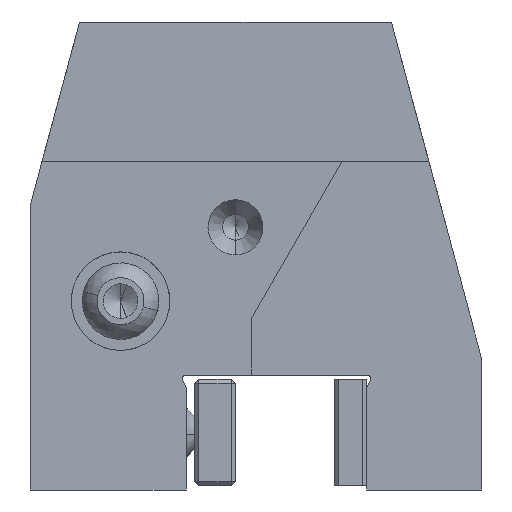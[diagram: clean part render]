
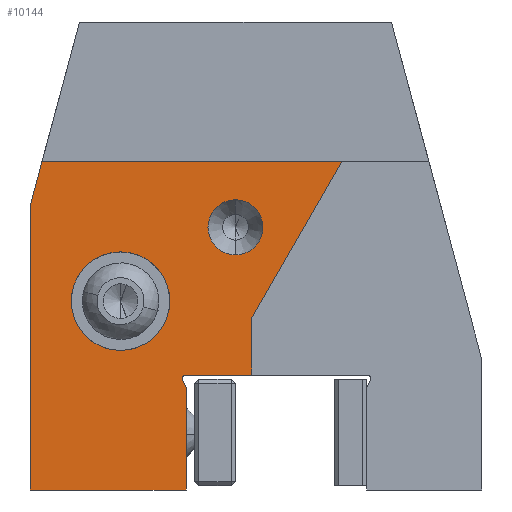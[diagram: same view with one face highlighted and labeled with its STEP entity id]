
A CAD part, left-side view. The second image highlights one B-rep face of the part: STEP entity #10144.
In plain terms, the highlighted planar face has unit normal (-1, 0, 0).
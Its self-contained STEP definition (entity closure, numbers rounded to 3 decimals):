
#72 = DIRECTION ( 'NONE',  ( 0., 0., 1. ) ) ;
#83 = ORIENTED_EDGE ( 'NONE', *, *, #4065, .F. ) ;
#113 = FACE_OUTER_BOUND ( 'NONE', #2233, .T. ) ;
#133 = ORIENTED_EDGE ( 'NONE', *, *, #1575, .T. ) ;
#208 = AXIS2_PLACEMENT_3D ( 'NONE', #3549, #9181, #6802 ) ;
#237 = CARTESIAN_POINT ( 'NONE',  ( -51.673, 7.943, -2.167 ) ) ;
#287 = VERTEX_POINT ( 'NONE', #3929 ) ;
#372 = EDGE_CURVE ( 'NONE', #8131, #5973, #1339, .T. ) ;
#376 = CARTESIAN_POINT ( 'NONE',  ( -51.673, 5.943, -9.817 ) ) ;
#384 = LINE ( 'NONE', #376, #8709 ) ;
#412 = ORIENTED_EDGE ( 'NONE', *, *, #5679, .F. ) ;
#444 = CARTESIAN_POINT ( 'NONE',  ( -51.673, 32.943, 3.791 ) ) ;
#445 = ORIENTED_EDGE ( 'NONE', *, *, #4901, .T. ) ;
#596 = CARTESIAN_POINT ( 'NONE',  ( -51.673, 5.943, -16.817 ) ) ;
#619 = VERTEX_POINT ( 'NONE', #3523 ) ;
#643 = CARTESIAN_POINT ( 'NONE',  ( -51.673, 14.003, -17.217 ) ) ;
#749 = CARTESIAN_POINT ( 'NONE',  ( -51.673, 13.943, -30.817 ) ) ;
#753 = FACE_BOUND ( 'NONE', #812, .T. ) ;
#762 = CARTESIAN_POINT ( 'NONE',  ( -51.673, 7.943, 1.183 ) ) ;
#807 = DIRECTION ( 'NONE',  ( -1., 0., 0. ) ) ;
#812 = EDGE_LOOP ( 'NONE', ( #1563, #6581 ) ) ;
#831 = CARTESIAN_POINT ( 'NONE',  ( -51.673, 13.943, -18.317 ) ) ;
#846 = ORIENTED_EDGE ( 'NONE', *, *, #4998, .F. ) ;
#879 = ORIENTED_EDGE ( 'NONE', *, *, #2545, .F. ) ;
#920 = LINE ( 'NONE', #4009, #5632 ) ;
#935 = LINE ( 'NONE', #5965, #8997 ) ;
#1159 = ORIENTED_EDGE ( 'NONE', *, *, #372, .F. ) ;
#1247 = DIRECTION ( 'NONE',  ( 0., -1., 0. ) ) ;
#1339 = CIRCLE ( 'NONE', #8400, 3.35 ) ;
#1393 = EDGE_CURVE ( 'NONE', #5228, #10189, #7749, .T. ) ;
#1407 = ORIENTED_EDGE ( 'NONE', *, *, #1851, .T. ) ;
#1511 = DIRECTION ( 'NONE',  ( 0., 0., 1. ) ) ;
#1563 = ORIENTED_EDGE ( 'NONE', *, *, #8816, .F. ) ;
#1575 = EDGE_CURVE ( 'NONE', #9035, #5410, #935, .T. ) ;
#1678 = LINE ( 'NONE', #2864, #2800 ) ;
#1851 = EDGE_CURVE ( 'NONE', #5221, #3309, #8621, .T. ) ;
#2233 = EDGE_LOOP ( 'NONE', ( #133, #445, #83, #10220, #846, #412, #9095, #7029, #1407, #2813, #5487 ) ) ;
#2259 = EDGE_CURVE ( 'NONE', #5278, #9035, #920, .T. ) ;
#2271 = CARTESIAN_POINT ( 'NONE',  ( -51.673, 13.943, -30.817 ) ) ;
#2399 = DIRECTION ( 'NONE',  ( 0., 0.259, -0.966 ) ) ;
#2545 = EDGE_CURVE ( 'NONE', #5973, #8131, #9891, .T. ) ;
#2708 = VECTOR ( 'NONE', #5468, 1000. ) ;
#2800 = VECTOR ( 'NONE', #3683, 1000. ) ;
#2813 = ORIENTED_EDGE ( 'NONE', *, *, #6814, .F. ) ;
#2822 = DIRECTION ( 'NONE',  ( 0., 0., 1. ) ) ;
#2857 = VERTEX_POINT ( 'NONE', #10354 ) ;
#2864 = CARTESIAN_POINT ( 'NONE',  ( -51.673, 32.943, -30.817 ) ) ;
#2929 = DIRECTION ( 'NONE',  ( 0., 0., 1. ) ) ;
#2980 = CIRCLE ( 'NONE', #5087, 0.4 ) ;
#3006 = LINE ( 'NONE', #5466, #7180 ) ;
#3015 = CARTESIAN_POINT ( 'NONE',  ( -51.673, 13.943, -18.317 ) ) ;
#3154 = EDGE_CURVE ( 'NONE', #619, #2857, #3321, .T. ) ;
#3309 = VERTEX_POINT ( 'NONE', #10123 ) ;
#3321 = CIRCLE ( 'NONE', #5777, 6. ) ;
#3513 = CARTESIAN_POINT ( 'NONE',  ( -51.673, 14.403, -17.33 ) ) ;
#3523 = CARTESIAN_POINT ( 'NONE',  ( -51.673, 21.943, -13.817 ) ) ;
#3549 = CARTESIAN_POINT ( 'NONE',  ( -51.673, 14.003, -17.217 ) ) ;
#3683 = DIRECTION ( 'NONE',  ( 0., 0., 1. ) ) ;
#3713 = DIRECTION ( 'NONE',  ( -1., 0., 0. ) ) ;
#3929 = CARTESIAN_POINT ( 'NONE',  ( -51.673, -5.027, 9.183 ) ) ;
#4009 = CARTESIAN_POINT ( 'NONE',  ( -51.673, 14.003, -16.817 ) ) ;
#4060 = DIRECTION ( 'NONE',  ( 0., 0., 1. ) ) ;
#4065 = EDGE_CURVE ( 'NONE', #5228, #287, #8705, .T. ) ;
#4170 = EDGE_LOOP ( 'NONE', ( #879, #1159 ) ) ;
#4679 = AXIS2_PLACEMENT_3D ( 'NONE', #5313, #3713, #2929 ) ;
#4692 = VERTEX_POINT ( 'NONE', #7571 ) ;
#4824 = DIRECTION ( 'NONE',  ( 0., -1., 0. ) ) ;
#4901 = EDGE_CURVE ( 'NONE', #5410, #287, #384, .T. ) ;
#4998 = EDGE_CURVE ( 'NONE', #4692, #10189, #1678, .T. ) ;
#5087 = AXIS2_PLACEMENT_3D ( 'NONE', #643, #6314, #72 ) ;
#5221 = VERTEX_POINT ( 'NONE', #3513 ) ;
#5228 = VERTEX_POINT ( 'NONE', #6796 ) ;
#5278 = VERTEX_POINT ( 'NONE', #9142 ) ;
#5313 = CARTESIAN_POINT ( 'NONE',  ( -51.673, 21.943, -7.817 ) ) ;
#5410 = VERTEX_POINT ( 'NONE', #6188 ) ;
#5466 = CARTESIAN_POINT ( 'NONE',  ( -51.673, 13.943, -30.817 ) ) ;
#5468 = DIRECTION ( 'NONE',  ( 0., 0.423, 0.906 ) ) ;
#5487 = ORIENTED_EDGE ( 'NONE', *, *, #2259, .T. ) ;
#5632 = VECTOR ( 'NONE', #4824, 1000. ) ;
#5679 = EDGE_CURVE ( 'NONE', #8088, #4692, #3006, .T. ) ;
#5759 = VECTOR ( 'NONE', #1511, 1000. ) ;
#5777 = AXIS2_PLACEMENT_3D ( 'NONE', #5946, #6051, #2822 ) ;
#5782 = DIRECTION ( 'NONE',  ( -1., 0., 0. ) ) ;
#5946 = CARTESIAN_POINT ( 'NONE',  ( -51.673, 21.943, -7.817 ) ) ;
#5965 = CARTESIAN_POINT ( 'NONE',  ( -51.673, 5.943, -16.817 ) ) ;
#5973 = VERTEX_POINT ( 'NONE', #237 ) ;
#6006 = DIRECTION ( 'NONE',  ( 0., 0., 1. ) ) ;
#6051 = DIRECTION ( 'NONE',  ( -1., 0., 0. ) ) ;
#6075 = DIRECTION ( 'NONE',  ( 0., -0.5, 0.866 ) ) ;
#6100 = CARTESIAN_POINT ( 'NONE',  ( -51.673, 31.498, 9.183 ) ) ;
#6188 = CARTESIAN_POINT ( 'NONE',  ( -51.673, 5.943, -9.817 ) ) ;
#6259 = LINE ( 'NONE', #3015, #2708 ) ;
#6282 = DIRECTION ( 'NONE',  ( 0., 1., 0. ) ) ;
#6314 = DIRECTION ( 'NONE',  ( -1., 0., 0. ) ) ;
#6440 = DIRECTION ( 'NONE',  ( 0., 0., 1. ) ) ;
#6580 = DIRECTION ( 'NONE',  ( 0., 0., 1. ) ) ;
#6581 = ORIENTED_EDGE ( 'NONE', *, *, #3154, .F. ) ;
#6796 = CARTESIAN_POINT ( 'NONE',  ( -51.673, 31.498, 9.183 ) ) ;
#6802 = DIRECTION ( 'NONE',  ( 0., 0., 1. ) ) ;
#6814 = EDGE_CURVE ( 'NONE', #5278, #3309, #2980, .T. ) ;
#6877 = PLANE ( 'NONE',  #208 ) ;
#7029 = ORIENTED_EDGE ( 'NONE', *, *, #7938, .T. ) ;
#7180 = VECTOR ( 'NONE', #6282, 1000. ) ;
#7206 = FACE_BOUND ( 'NONE', #4170, .T. ) ;
#7571 = CARTESIAN_POINT ( 'NONE',  ( -51.673, 32.943, -30.817 ) ) ;
#7680 = CIRCLE ( 'NONE', #4679, 6. ) ;
#7691 = LINE ( 'NONE', #2271, #9597 ) ;
#7749 = LINE ( 'NONE', #8656, #9011 ) ;
#7770 = AXIS2_PLACEMENT_3D ( 'NONE', #8150, #5782, #6580 ) ;
#7938 = EDGE_CURVE ( 'NONE', #8038, #5221, #6259, .T. ) ;
#8038 = VERTEX_POINT ( 'NONE', #831 ) ;
#8088 = VERTEX_POINT ( 'NONE', #749 ) ;
#8131 = VERTEX_POINT ( 'NONE', #9028 ) ;
#8150 = CARTESIAN_POINT ( 'NONE',  ( -51.673, 7.943, 1.183 ) ) ;
#8400 = AXIS2_PLACEMENT_3D ( 'NONE', #762, #807, #6440 ) ;
#8621 = LINE ( 'NONE', #10371, #5759 ) ;
#8656 = CARTESIAN_POINT ( 'NONE',  ( -51.673, 31.498, 9.183 ) ) ;
#8705 = LINE ( 'NONE', #6100, #9983 ) ;
#8709 = VECTOR ( 'NONE', #6075, 1000. ) ;
#8816 = EDGE_CURVE ( 'NONE', #2857, #619, #7680, .T. ) ;
#8997 = VECTOR ( 'NONE', #6006, 1000. ) ;
#9011 = VECTOR ( 'NONE', #2399, 1000. ) ;
#9028 = CARTESIAN_POINT ( 'NONE',  ( -51.673, 7.943, 4.533 ) ) ;
#9035 = VERTEX_POINT ( 'NONE', #596 ) ;
#9095 = ORIENTED_EDGE ( 'NONE', *, *, #10481, .T. ) ;
#9142 = CARTESIAN_POINT ( 'NONE',  ( -51.673, 14.003, -16.817 ) ) ;
#9181 = DIRECTION ( 'NONE',  ( -1., 0., 0. ) ) ;
#9597 = VECTOR ( 'NONE', #4060, 1000. ) ;
#9891 = CIRCLE ( 'NONE', #7770, 3.35 ) ;
#9983 = VECTOR ( 'NONE', #1247, 1000. ) ;
#10123 = CARTESIAN_POINT ( 'NONE',  ( -51.673, 14.403, -17.217 ) ) ;
#10144 = ADVANCED_FACE ( 'NONE', ( #7206, #753, #113 ), #6877, .T. ) ;
#10189 = VERTEX_POINT ( 'NONE', #444 ) ;
#10220 = ORIENTED_EDGE ( 'NONE', *, *, #1393, .T. ) ;
#10354 = CARTESIAN_POINT ( 'NONE',  ( -51.673, 21.943, -1.817 ) ) ;
#10371 = CARTESIAN_POINT ( 'NONE',  ( -51.673, 14.403, -17.33 ) ) ;
#10481 = EDGE_CURVE ( 'NONE', #8088, #8038, #7691, .T. ) ;
